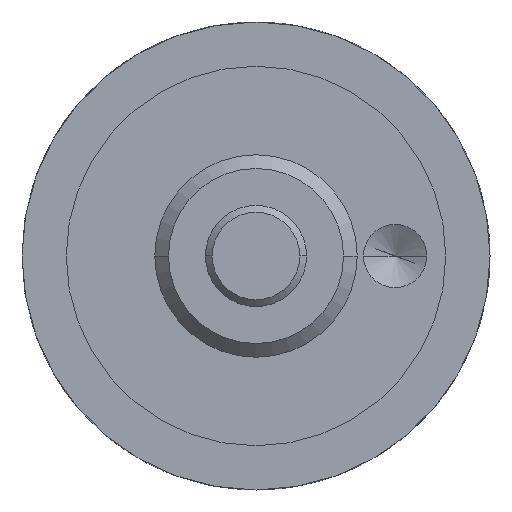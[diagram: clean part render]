
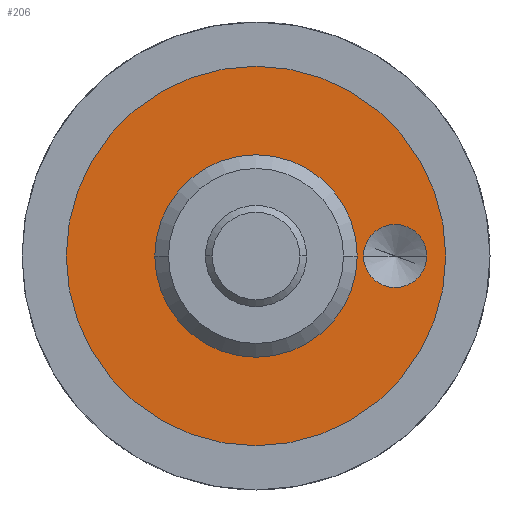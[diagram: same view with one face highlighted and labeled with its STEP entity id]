
A CAD part, front view. The second image highlights one B-rep face of the part: STEP entity #206.
In plain terms, the highlighted planar face has unit normal (0, -1, 0).
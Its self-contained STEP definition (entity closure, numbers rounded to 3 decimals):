
#206=ADVANCED_FACE('',(#443,#444,#445),#446,.T.);
#443=FACE_BOUND('',#731,.T.);
#444=FACE_BOUND('',#732,.T.);
#445=FACE_OUTER_BOUND('',#733,.T.);
#446=PLANE('',#734);
#731=EDGE_LOOP('',(#1181,#1182));
#732=EDGE_LOOP('',(#1183,#1184));
#733=EDGE_LOOP('',(#1185,#1186));
#734=AXIS2_PLACEMENT_3D('',#1187,#1188,#1189);
#1181=ORIENTED_EDGE('',*,*,#1681,.T.);
#1182=ORIENTED_EDGE('',*,*,#1614,.T.);
#1183=ORIENTED_EDGE('',*,*,#1690,.T.);
#1184=ORIENTED_EDGE('',*,*,#1589,.T.);
#1185=ORIENTED_EDGE('',*,*,#1584,.F.);
#1186=ORIENTED_EDGE('',*,*,#1693,.F.);
#1187=CARTESIAN_POINT('',(3.75,0.,0.0));
#1188=DIRECTION('',(0.,-1.0,0.0));
#1189=DIRECTION('',(-1.0,0.,-0.0));
#1584=EDGE_CURVE('',#1846,#1849,#1850,.T.);
#1589=EDGE_CURVE('',#1858,#1855,#1859,.T.);
#1614=EDGE_CURVE('',#1891,#1894,#1896,.T.);
#1681=EDGE_CURVE('',#1894,#1891,#1993,.T.);
#1690=EDGE_CURVE('',#1855,#1858,#2002,.T.);
#1693=EDGE_CURVE('',#1849,#1846,#2005,.T.);
#1846=VERTEX_POINT('',#2214);
#1849=VERTEX_POINT('',#2218);
#1850=CIRCLE('',#2219,7.5);
#1855=VERTEX_POINT('',#2225);
#1858=VERTEX_POINT('',#2229);
#1859=CIRCLE('',#2230,3.459);
#1891=VERTEX_POINT('',#2271);
#1894=VERTEX_POINT('',#2275);
#1896=CIRCLE('',#2278,1.25);
#1993=CIRCLE('',#2625,1.25);
#2002=CIRCLE('',#2634,3.459);
#2005=CIRCLE('',#2637,7.5);
#2214=CARTESIAN_POINT('',(7.5,0.,0.0));
#2218=CARTESIAN_POINT('',(-7.5,0.,0.));
#2219=AXIS2_PLACEMENT_3D('',#3402,#3403,#3404);
#2225=CARTESIAN_POINT('',(3.459,0.0,0.0));
#2229=CARTESIAN_POINT('',(-3.459,0.,0.));
#2230=AXIS2_PLACEMENT_3D('',#3410,#3411,#3412);
#2271=CARTESIAN_POINT('',(4.25,0.,0.));
#2275=CARTESIAN_POINT('',(6.75,0.,0.));
#2278=AXIS2_PLACEMENT_3D('',#3448,#3449,#3450);
#2625=AXIS2_PLACEMENT_3D('',#3517,#3518,#3519);
#2634=AXIS2_PLACEMENT_3D('',#3526,#3527,#3528);
#2637=AXIS2_PLACEMENT_3D('',#3532,#3533,#3534);
#3402=CARTESIAN_POINT('',(0.0,0.,0.0));
#3403=DIRECTION('',(-0.0,1.0,0.0));
#3404=DIRECTION('',(1.0,0.0,0.0));
#3410=CARTESIAN_POINT('',(0.0,0.,0.));
#3411=DIRECTION('',(0.,1.0,0.0));
#3412=DIRECTION('',(1.0,0.,0.0));
#3448=CARTESIAN_POINT('',(5.5,0.,0.0));
#3449=DIRECTION('',(0.,1.0,0.0));
#3450=DIRECTION('',(-1.0,0.,0.0));
#3517=CARTESIAN_POINT('',(5.5,0.,0.0));
#3518=DIRECTION('',(0.,1.0,0.0));
#3519=DIRECTION('',(-1.0,0.,0.0));
#3526=CARTESIAN_POINT('',(0.0,0.,0.));
#3527=DIRECTION('',(0.,1.0,0.0));
#3528=DIRECTION('',(1.0,0.,0.0));
#3532=CARTESIAN_POINT('',(0.0,0.,0.0));
#3533=DIRECTION('',(-0.0,1.0,0.0));
#3534=DIRECTION('',(1.0,0.0,0.0));
